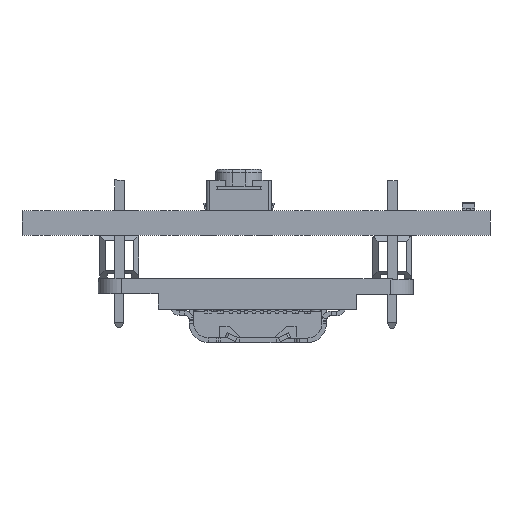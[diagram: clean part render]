
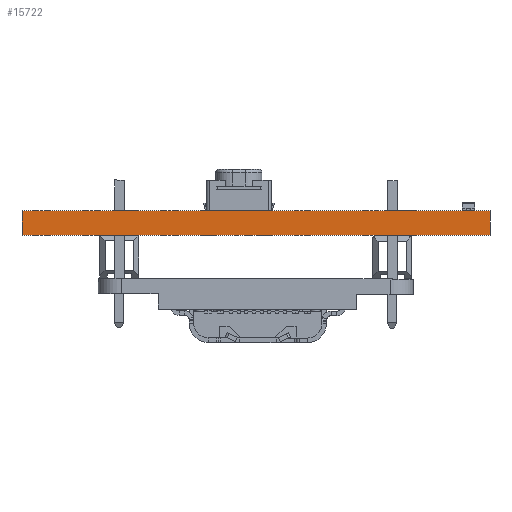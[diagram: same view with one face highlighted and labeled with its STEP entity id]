
A CAD part, front view. The second image highlights one B-rep face of the part: STEP entity #15722.
In plain terms, the highlighted planar face has unit normal (0, -1, 0).
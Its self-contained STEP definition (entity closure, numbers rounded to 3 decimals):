
#1045=FACE_OUTER_BOUND('',#1961,.T.);
#1961=EDGE_LOOP('',(#10480,#10481,#10482,#10483));
#2885=LINE('',#22532,#4794);
#2888=LINE('',#22590,#4797);
#2891=LINE('',#22597,#4800);
#2893=LINE('',#22600,#4802);
#4794=VECTOR('',#18081,10.);
#4797=VECTOR('',#18138,1.);
#4800=VECTOR('',#18145,1.);
#4802=VECTOR('',#18149,1.);
#6701=VERTEX_POINT('',#22526);
#6703=VERTEX_POINT('',#22530);
#6731=VERTEX_POINT('',#22588);
#6733=VERTEX_POINT('',#22596);
#8142=EDGE_CURVE('',#6701,#6703,#2885,.T.);
#8171=EDGE_CURVE('',#6703,#6731,#2888,.T.);
#8174=EDGE_CURVE('',#6701,#6733,#2891,.T.);
#8176=EDGE_CURVE('',#6731,#6733,#2893,.T.);
#10480=ORIENTED_EDGE('',*,*,#8142,.T.);
#10481=ORIENTED_EDGE('',*,*,#8171,.T.);
#10482=ORIENTED_EDGE('',*,*,#8176,.T.);
#10483=ORIENTED_EDGE('',*,*,#8174,.F.);
#15024=PLANE('',#16832);
#15722=ADVANCED_FACE('',(#1045),#15024,.T.);
#16832=AXIS2_PLACEMENT_3D('',#22599,#18147,#18148);
#18081=DIRECTION('',(1.,0.,0.));
#18138=DIRECTION('',(0.,0.,1.));
#18145=DIRECTION('',(0.,0.,1.));
#18147=DIRECTION('center_axis',(0.,-1.,0.));
#18148=DIRECTION('ref_axis',(-1.,0.,0.));
#18149=DIRECTION('',(-1.,0.,0.));
#22526=CARTESIAN_POINT('',(96.52,-101.6,3.099));
#22530=CARTESIAN_POINT('',(127.,-101.6,3.099));
#22532=CARTESIAN_POINT('',(119.434,-101.6,3.099));
#22588=CARTESIAN_POINT('',(127.,-101.6,4.69));
#22590=CARTESIAN_POINT('',(127.,-101.6,0.));
#22596=CARTESIAN_POINT('',(96.52,-101.6,4.69));
#22597=CARTESIAN_POINT('',(96.52,-101.6,0.));
#22599=CARTESIAN_POINT('Origin',(127.,-101.6,0.));
#22600=CARTESIAN_POINT('',(127.,-101.6,4.69));
